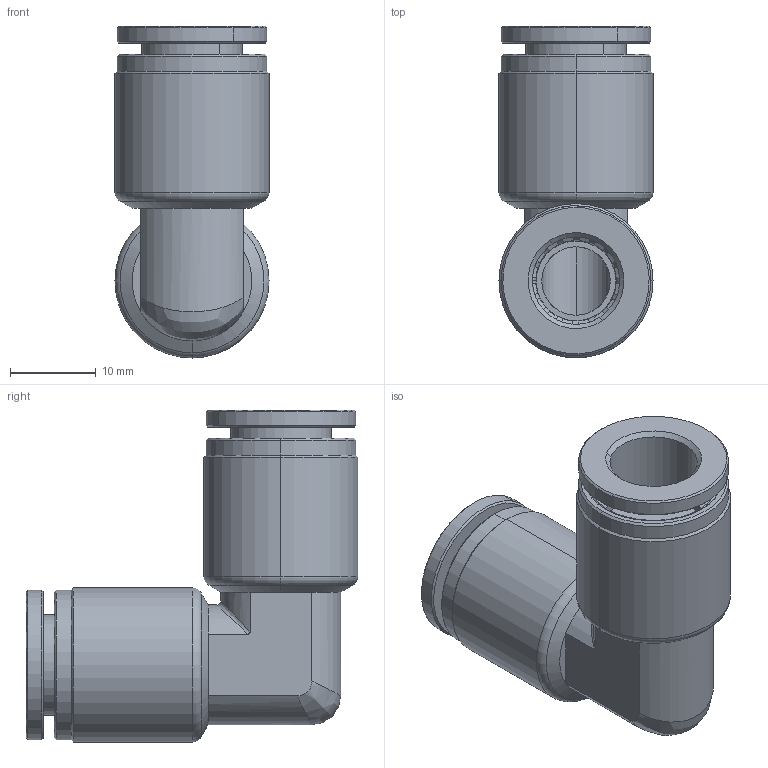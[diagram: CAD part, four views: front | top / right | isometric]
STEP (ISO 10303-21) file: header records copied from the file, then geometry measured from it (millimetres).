
FILE_DESCRIPTION (( 'STEP AP214' ), '1' );
FILE_NAME ('EUS10W.STEP', '2018-07-31T17:18:12', ( '' ), ( '' ), 'SwSTEP 2.0', 'SolidWorks 2016', '' );
FILE_SCHEMA (( 'AUTOMOTIVE_DESIGN' ));
Length unit declared in the file: millimetre
Products named in the file (1): EUS10W
Bounding box: 18 x 38.77 x 38.77 mm (x, y, z)
Volume: 7437.3 mm3; surface area: 11904.3 mm2
Topology: 11 solids, 11 shells, 877 faces, 2449 edges, 1601 vertices
Faces by surface type: plane 314, cone 264, bspline 152, cylinder 139, torus 8
Entity records: 43564 total; most frequent: CARTESIAN_POINT 13395, ORIENTED_EDGE 4894, DIRECTION 3492, EDGE_CURVE 2447, VERTEX_POINT 1601, AXIS2_PLACEMENT_3D 1402, B_SPLINE_CURVE_WITH_KNOTS 1048, EDGE_LOOP 908
